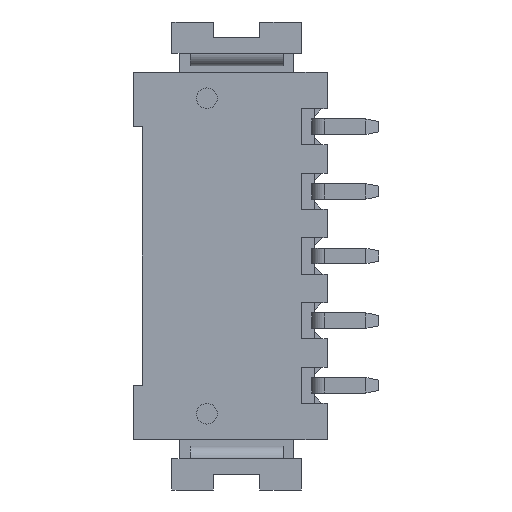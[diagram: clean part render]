
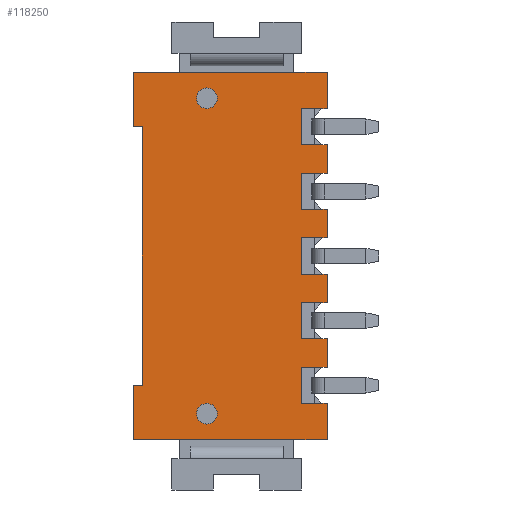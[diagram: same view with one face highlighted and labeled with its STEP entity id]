
A CAD part, front view. The second image highlights one B-rep face of the part: STEP entity #118250.
In plain terms, the highlighted planar face has unit normal (0, -1, 0).
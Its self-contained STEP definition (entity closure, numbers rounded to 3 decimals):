
#690=CARTESIAN_POINT('',(-3.039,-17.222,4.05));
#700=VERTEX_POINT('',#690);
#730=CARTESIAN_POINT('',(-5.978,-17.222,4.05));
#740=DIRECTION('',(-1.,0.,0.));
#750=VECTOR('',#740,1.);
#760=LINE('',#730,#750);
#770=CARTESIAN_POINT('',(-2.689,-17.222,4.05));
#780=VERTEX_POINT('',#770);
#790=EDGE_CURVE('',#780,#700,#760,.T.);
#14820=CARTESIAN_POINT('',(-3.039,-17.222,7.5));
#14830=DIRECTION('',(0.,0.,1.));
#14840=VECTOR('',#14830,1.);
#14850=LINE('',#14820,#14840);
#14860=CARTESIAN_POINT('',(-3.039,-17.222,6.15));
#14870=VERTEX_POINT('',#14860);
#14880=EDGE_CURVE('',#700,#14870,#14850,.T.);
#18360=CARTESIAN_POINT('',(0.211,-17.222,5.15));
#18370=VERTEX_POINT('',#18360);
#18420=CARTESIAN_POINT('',(-0.189,-17.222,5.15));
#18430=DIRECTION('',(0.,-1.,0.));
#18440=DIRECTION('',(1.,0.,0.));
#18450=AXIS2_PLACEMENT_3D('',#18420,#18430,#18440);
#18460=CIRCLE('',#18450,0.4);
#18470=CARTESIAN_POINT('',(-0.589,-17.222,5.15));
#18480=VERTEX_POINT('',#18470);
#18490=EDGE_CURVE('',#18480,#18370,#18460,.T.);
#21700=CARTESIAN_POINT('',(4.461,-17.222,6.15));
#21710=VERTEX_POINT('',#21700);
#21740=CARTESIAN_POINT('',(-5.978,-17.222,6.15));
#21750=DIRECTION('',(-1.,0.,0.));
#21760=VECTOR('',#21750,1.);
#21770=LINE('',#21740,#21760);
#21780=EDGE_CURVE('',#21710,#14870,#21770,.T.);
#32570=CARTESIAN_POINT('',(3.461,-17.222,4.75));
#32580=VERTEX_POINT('',#32570);
#32610=CARTESIAN_POINT('',(-5.978,-17.222,4.75));
#32620=DIRECTION('',(1.,0.,0.));
#32630=VECTOR('',#32620,1.);
#32640=LINE('',#32610,#32630);
#32650=CARTESIAN_POINT('',(4.461,-17.222,4.75));
#32660=VERTEX_POINT('',#32650);
#32670=EDGE_CURVE('',#32580,#32660,#32640,.T.);
#34010=CARTESIAN_POINT('',(3.461,-17.222,3.35));
#34020=VERTEX_POINT('',#34010);
#34190=CARTESIAN_POINT('',(4.461,-17.222,3.35));
#34200=VERTEX_POINT('',#34190);
#34230=CARTESIAN_POINT('',(-5.978,-17.222,3.35));
#34240=DIRECTION('',(1.,0.,0.));
#34250=VECTOR('',#34240,1.);
#34260=LINE('',#34230,#34250);
#34270=EDGE_CURVE('',#34020,#34200,#34260,.T.);
#36310=CARTESIAN_POINT('',(4.461,-17.222,7.5));
#36320=DIRECTION('',(0.,0.,1.));
#36330=VECTOR('',#36320,1.);
#36340=LINE('',#36310,#36330);
#36350=EDGE_CURVE('',#32660,#21710,#36340,.T.);
#43220=CARTESIAN_POINT('',(4.461,-17.222,-0.25));
#43230=VERTEX_POINT('',#43220);
#43260=CARTESIAN_POINT('',(4.461,-17.222,5.));
#43270=DIRECTION('',(0.,0.,1.));
#43280=VECTOR('',#43270,1.);
#43290=LINE('',#43260,#43280);
#43300=CARTESIAN_POINT('',(4.461,-17.222,0.85));
#43310=VERTEX_POINT('',#43300);
#43320=EDGE_CURVE('',#43230,#43310,#43290,.T.);
#55970=CARTESIAN_POINT('',(4.461,-17.222,2.25));
#55980=VERTEX_POINT('',#55970);
#56010=CARTESIAN_POINT('',(4.461,-17.222,7.5));
#56020=DIRECTION('',(0.,0.,1.));
#56030=VECTOR('',#56020,1.);
#56040=LINE('',#56010,#56030);
#56050=EDGE_CURVE('',#55980,#34200,#56040,.T.);
#61700=CARTESIAN_POINT('',(3.461,-17.222,2.25));
#61710=VERTEX_POINT('',#61700);
#61740=CARTESIAN_POINT('',(-5.978,-17.222,2.25));
#61750=DIRECTION('',(1.,0.,0.));
#61760=VECTOR('',#61750,1.);
#61770=LINE('',#61740,#61760);
#61780=EDGE_CURVE('',#61710,#55980,#61770,.T.);
#76370=CARTESIAN_POINT('',(3.461,-17.222,0.85));
#76380=VERTEX_POINT('',#76370);
#76500=CARTESIAN_POINT('',(-5.978,-17.222,0.85));
#76510=DIRECTION('',(1.,0.,0.));
#76520=VECTOR('',#76510,1.);
#76530=LINE('',#76500,#76520);
#76540=EDGE_CURVE('',#76380,#43310,#76530,.T.);
#82230=CARTESIAN_POINT('',(3.461,-17.222,-0.25));
#82240=VERTEX_POINT('',#82230);
#82270=CARTESIAN_POINT('',(-5.978,-17.222,-0.25));
#82280=DIRECTION('',(1.,0.,0.));
#82290=VECTOR('',#82280,1.);
#82300=LINE('',#82270,#82290);
#82310=EDGE_CURVE('',#82240,#43230,#82300,.T.);
#83000=CARTESIAN_POINT('',(4.461,-17.222,-2.75));
#83010=VERTEX_POINT('',#83000);
#83040=CARTESIAN_POINT('',(4.461,-17.222,2.5));
#83050=DIRECTION('',(0.,0.,1.));
#83060=VECTOR('',#83050,1.);
#83070=LINE('',#83040,#83060);
#83080=CARTESIAN_POINT('',(4.461,-17.222,-1.65));
#83090=VERTEX_POINT('',#83080);
#83100=EDGE_CURVE('',#83010,#83090,#83070,.T.);
#98820=CARTESIAN_POINT('',(3.461,-17.222,-1.65));
#98830=VERTEX_POINT('',#98820);
#98950=CARTESIAN_POINT('',(-5.978,-17.222,-1.65));
#98960=DIRECTION('',(1.,0.,0.));
#98970=VECTOR('',#98960,1.);
#98980=LINE('',#98950,#98970);
#98990=EDGE_CURVE('',#98830,#83090,#98980,.T.);
#101850=CARTESIAN_POINT('',(-5.978,-17.222,-8.05));
#101860=DIRECTION('',(-1.,0.,0.));
#101870=VECTOR('',#101860,1.);
#101880=LINE('',#101850,#101870);
#101890=CARTESIAN_POINT('',(4.461,-17.222,-8.05));
#101900=VERTEX_POINT('',#101890);
#101910=CARTESIAN_POINT('',(-3.039,-17.222,-8.05));
#101920=VERTEX_POINT('',#101910);
#101930=EDGE_CURVE('',#101900,#101920,#101880,.T.);
#104060=CARTESIAN_POINT('',(3.461,-17.222,-2.75));
#104070=VERTEX_POINT('',#104060);
#104100=CARTESIAN_POINT('',(-5.978,-17.222,-2.75));
#104110=DIRECTION('',(1.,0.,0.));
#104120=VECTOR('',#104110,1.);
#104130=LINE('',#104100,#104120);
#104140=EDGE_CURVE('',#104070,#83010,#104130,.T.);
#116890=CARTESIAN_POINT('',(-1.148,-17.222,
-22.087));
#116900=DIRECTION('',(0.,-1.,0.));
#116910=DIRECTION('',(1.,0.,0.));
#116920=AXIS2_PLACEMENT_3D('',#116890,#116900,#116910);
#116930=PLANE('',#116920);
#116940=CARTESIAN_POINT('',(-0.189,-17.222,-7.05));
#116950=DIRECTION('',(0.,1.,0.));
#116960=DIRECTION('',(1.,0.,0.));
#116970=AXIS2_PLACEMENT_3D('',#116940,#116950,#116960);
#116980=CIRCLE('',#116970,0.4);
#116990=CARTESIAN_POINT('',(0.211,-17.222,-7.05));
#117000=VERTEX_POINT('',#116990);
#117010=CARTESIAN_POINT('',(-0.589,-17.222,-7.05));
#117020=VERTEX_POINT('',#117010);
#117030=EDGE_CURVE('',#117000,#117020,#116980,.T.);
#117040=ORIENTED_EDGE('',*,*,#117030,.T.);
#117050=EDGE_CURVE('',#117020,#117000,#116980,.T.);
#117060=ORIENTED_EDGE('',*,*,#117050,.T.);
#117070=EDGE_LOOP('',(#117060,#117040));
#117080=FACE_BOUND('',#117070,.T.);
#117090=CARTESIAN_POINT('',(-2.689,-17.222,7.5));
#117100=DIRECTION('',(0.,0.,1.));
#117110=VECTOR('',#117100,1.);
#117120=LINE('',#117090,#117110);
#117130=CARTESIAN_POINT('',(-2.689,-17.222,-5.95));
#117140=VERTEX_POINT('',#117130);
#117150=EDGE_CURVE('',#117140,#780,#117120,.T.);
#117160=ORIENTED_EDGE('',*,*,#117150,.F.);
#117170=ORIENTED_EDGE('',*,*,#790,.F.);
#117180=ORIENTED_EDGE('',*,*,#14880,.F.);
#117190=ORIENTED_EDGE('',*,*,#21780,.T.);
#117200=ORIENTED_EDGE('',*,*,#36350,.T.);
#117210=ORIENTED_EDGE('',*,*,#32670,.T.);
#117220=CARTESIAN_POINT('',(3.461,-17.222,7.5));
#117230=DIRECTION('',(0.,0.,1.));
#117240=VECTOR('',#117230,1.);
#117250=LINE('',#117220,#117240);
#117260=EDGE_CURVE('',#34020,#32580,#117250,.T.);
#117270=ORIENTED_EDGE('',*,*,#117260,.T.);
#117280=ORIENTED_EDGE('',*,*,#34270,.F.);
#117290=ORIENTED_EDGE('',*,*,#56050,.T.);
#117300=ORIENTED_EDGE('',*,*,#61780,.T.);
#117310=CARTESIAN_POINT('',(3.461,-17.222,7.5));
#117320=DIRECTION('',(0.,0.,1.));
#117330=VECTOR('',#117320,1.);
#117340=LINE('',#117310,#117330);
#117350=EDGE_CURVE('',#76380,#61710,#117340,.T.);
#117360=ORIENTED_EDGE('',*,*,#117350,.T.);
#117370=ORIENTED_EDGE('',*,*,#76540,.F.);
#117380=ORIENTED_EDGE('',*,*,#43320,.T.);
#117390=ORIENTED_EDGE('',*,*,#82310,.T.);
#117400=CARTESIAN_POINT('',(3.461,-17.222,5.));
#117410=DIRECTION('',(0.,0.,1.));
#117420=VECTOR('',#117410,1.);
#117430=LINE('',#117400,#117420);
#117440=EDGE_CURVE('',#98830,#82240,#117430,.T.);
#117450=ORIENTED_EDGE('',*,*,#117440,.T.);
#117460=ORIENTED_EDGE('',*,*,#98990,.F.);
#117470=ORIENTED_EDGE('',*,*,#83100,.T.);
#117480=ORIENTED_EDGE('',*,*,#104140,.T.);
#117490=CARTESIAN_POINT('',(3.461,-17.222,2.5));
#117500=DIRECTION('',(0.,0.,1.));
#117510=VECTOR('',#117500,1.);
#117520=LINE('',#117490,#117510);
#117530=CARTESIAN_POINT('',(3.461,-17.222,-4.15));
#117540=VERTEX_POINT('',#117530);
#117550=EDGE_CURVE('',#117540,#104070,#117520,.T.);
#117560=ORIENTED_EDGE('',*,*,#117550,.T.);
#117570=CARTESIAN_POINT('',(-5.978,-17.222,-4.15));
#117580=DIRECTION('',(1.,0.,0.));
#117590=VECTOR('',#117580,1.);
#117600=LINE('',#117570,#117590);
#117610=CARTESIAN_POINT('',(4.461,-17.222,-4.15));
#117620=VERTEX_POINT('',#117610);
#117630=EDGE_CURVE('',#117540,#117620,#117600,.T.);
#117640=ORIENTED_EDGE('',*,*,#117630,.F.);
#117650=CARTESIAN_POINT('',(4.461,-17.222,0.));
#117660=DIRECTION('',(0.,0.,1.));
#117670=VECTOR('',#117660,1.);
#117680=LINE('',#117650,#117670);
#117690=CARTESIAN_POINT('',(4.461,-17.222,-5.25));
#117700=VERTEX_POINT('',#117690);
#117710=EDGE_CURVE('',#117700,#117620,#117680,.T.);
#117720=ORIENTED_EDGE('',*,*,#117710,.T.);
#117730=CARTESIAN_POINT('',(-5.978,-17.222,-5.25));
#117740=DIRECTION('',(1.,0.,0.));
#117750=VECTOR('',#117740,1.);
#117760=LINE('',#117730,#117750);
#117770=CARTESIAN_POINT('',(3.461,-17.222,-5.25));
#117780=VERTEX_POINT('',#117770);
#117790=EDGE_CURVE('',#117780,#117700,#117760,.T.);
#117800=ORIENTED_EDGE('',*,*,#117790,.T.);
#117810=CARTESIAN_POINT('',(3.461,-17.222,0.));
#117820=DIRECTION('',(0.,0.,1.));
#117830=VECTOR('',#117820,1.);
#117840=LINE('',#117810,#117830);
#117850=CARTESIAN_POINT('',(3.461,-17.222,-6.65));
#117860=VERTEX_POINT('',#117850);
#117870=EDGE_CURVE('',#117860,#117780,#117840,.T.);
#117880=ORIENTED_EDGE('',*,*,#117870,.T.);
#117890=CARTESIAN_POINT('',(-5.978,-17.222,-6.65));
#117900=DIRECTION('',(1.,0.,0.));
#117910=VECTOR('',#117900,1.);
#117920=LINE('',#117890,#117910);
#117930=CARTESIAN_POINT('',(4.461,-17.222,-6.65));
#117940=VERTEX_POINT('',#117930);
#117950=EDGE_CURVE('',#117860,#117940,#117920,.T.);
#117960=ORIENTED_EDGE('',*,*,#117950,.F.);
#117970=CARTESIAN_POINT('',(4.461,-17.222,0.));
#117980=DIRECTION('',(0.,0.,1.));
#117990=VECTOR('',#117980,1.);
#118000=LINE('',#117970,#117990);
#118010=EDGE_CURVE('',#101900,#117940,#118000,.T.);
#118020=ORIENTED_EDGE('',*,*,#118010,.T.);
#118030=ORIENTED_EDGE('',*,*,#101930,.F.);
#118040=CARTESIAN_POINT('',(-3.039,-17.222,0.));
#118050=DIRECTION('',(0.,0.,1.));
#118060=VECTOR('',#118050,1.);
#118070=LINE('',#118040,#118060);
#118080=CARTESIAN_POINT('',(-3.039,-17.222,-5.95));
#118090=VERTEX_POINT('',#118080);
#118100=EDGE_CURVE('',#101920,#118090,#118070,.T.);
#118110=ORIENTED_EDGE('',*,*,#118100,.F.);
#118120=CARTESIAN_POINT('',(-5.978,-17.222,-5.95));
#118130=DIRECTION('',(1.,0.,0.));
#118140=VECTOR('',#118130,1.);
#118150=LINE('',#118120,#118140);
#118160=EDGE_CURVE('',#118090,#117140,#118150,.T.);
#118170=ORIENTED_EDGE('',*,*,#118160,.F.);
#118180=EDGE_LOOP('',(#118170,#118110,#118030,#118020,#117960,#117880,
#117800,#117720,#117640,#117560,#117480,#117470,#117460,#117450,#117390,
#117380,#117370,#117360,#117300,#117290,#117280,#117270,#117210,#117200,
#117190,#117180,#117170,#117160));
#118190=FACE_OUTER_BOUND('',#118180,.T.);
#118200=EDGE_CURVE('',#18370,#18480,#18460,.T.);
#118210=ORIENTED_EDGE('',*,*,#118200,.F.);
#118220=ORIENTED_EDGE('',*,*,#18490,.F.);
#118230=EDGE_LOOP('',(#118220,#118210));
#118240=FACE_BOUND('',#118230,.T.);
#118250=ADVANCED_FACE('',(#117080,#118190,#118240),#116930,.T.);
